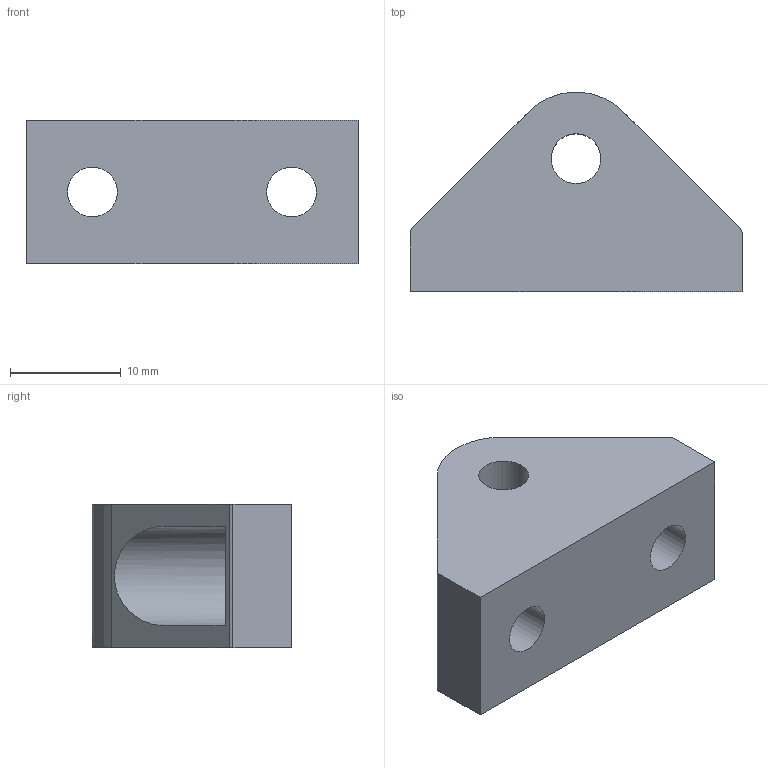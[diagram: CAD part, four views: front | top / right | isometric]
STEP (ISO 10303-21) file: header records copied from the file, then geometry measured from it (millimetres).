
FILE_DESCRIPTION(/* description */ ('SUPPORTO TRIANG. GRIGIO'),/* implementation_level */ '2;1');
FILE_NAME(/* name */ 'DSPXX0000135.stp',/* time_stamp */ '2018-02-06T16:03:23+01:00',/* author */ ('fzagni'),/* organization */ (''),/* preprocessor_version */ 'ST-DEVELOPER v16.1',/* originating_system */ 'Autodesk Inventor 2016',/* authorisation */ '');
FILE_SCHEMA (('AUTOMOTIVE_DESIGN { 1 0 10303 214 3 1 1 }'));
Length unit declared in the file: millimetre
Products named in the file (1): 30.009.00
Bounding box: 30 x 17.99 x 13 mm (x, y, z)
Volume: 3828.2 mm3; surface area: 2302.7 mm2
Topology: 1 solids, 1 shells, 21 faces, 52 edges, 35 vertices
Faces by surface type: plane 13, cylinder 8
Full cylindrical faces by diameter (mm): 4.5 x3
Entity records: 642 total; most frequent: DIRECTION 108, CARTESIAN_POINT 104, ORIENTED_EDGE 96, EDGE_CURVE 48, AXIS2_PLACEMENT_3D 38, VERTEX_POINT 34, EDGE_LOOP 32, LINE 32
